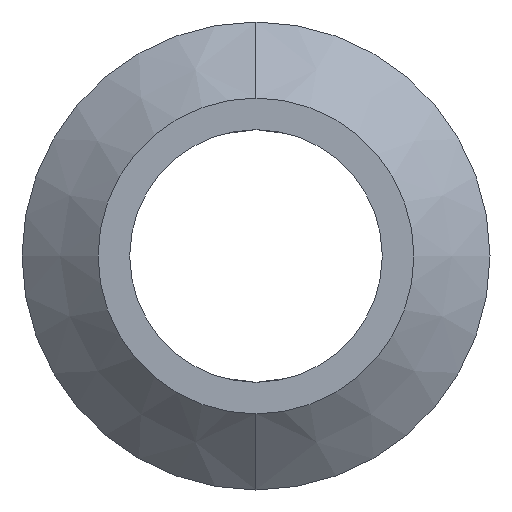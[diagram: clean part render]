
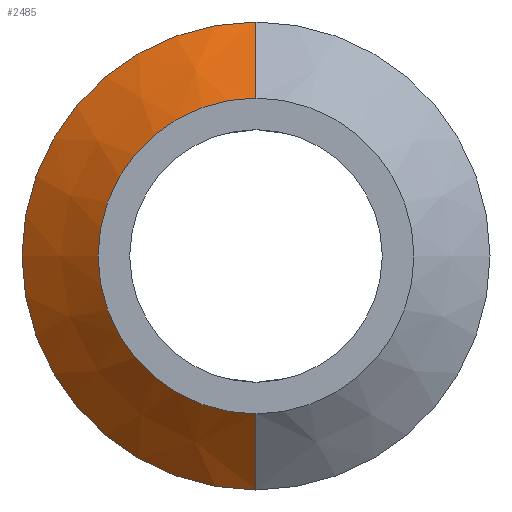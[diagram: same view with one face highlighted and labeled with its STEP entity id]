
A CAD part, left-side view. The second image highlights one B-rep face of the part: STEP entity #2485.
In plain terms, the highlighted conical face has half-angle 50.273 degrees and reference radius 4.699 mm.
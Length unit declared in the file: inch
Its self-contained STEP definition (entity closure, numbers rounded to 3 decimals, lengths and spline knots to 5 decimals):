
#17 = EDGE_CURVE ( 'NONE', #1931, #2471, #573, .T. ) ;
#60 = DIRECTION ( 'NONE',  ( 0.639, 0., 0.769 ) ) ;
#200 = VECTOR ( 'NONE', #60, 39.37008 ) ;
#202 = LINE ( 'NONE', #2340, #200 ) ;
#231 = CARTESIAN_POINT ( 'NONE',  ( -0.12463, -0.01162, 0.12483 ) ) ;
#270 = CIRCLE ( 'NONE', #442, 0.185 ) ;
#442 = AXIS2_PLACEMENT_3D ( 'NONE', #2636, #2673, #2700 ) ;
#491 = AXIS2_PLACEMENT_3D ( 'NONE', #1398, #1407, #1385 ) ;
#573 = CIRCLE ( 'NONE', #491, 0.12483 ) ;
#801 = FACE_OUTER_BOUND ( 'NONE', #1663, .T. ) ;
#813 = DIRECTION ( 'NONE',  ( 0., 0., -1. ) ) ;
#952 = EDGE_CURVE ( 'NONE', #2471, #2381, #202, .T. ) ;
#1028 = DIRECTION ( 'NONE',  ( 1., 0., 0. ) ) ;
#1342 = CARTESIAN_POINT ( 'NONE',  ( -0.12463, -0.01162, -0.12483 ) ) ;
#1373 = ORIENTED_EDGE ( 'NONE', *, *, #2164, .F. ) ;
#1385 = DIRECTION ( 'NONE',  ( 0., 0., -1. ) ) ;
#1398 = CARTESIAN_POINT ( 'NONE',  ( -0.12463, -0.01162, 0. ) ) ;
#1407 = DIRECTION ( 'NONE',  ( 1., 0., 0. ) ) ;
#1478 = EDGE_CURVE ( 'NONE', #1931, #1903, #2572, .T. ) ;
#1621 = ORIENTED_EDGE ( 'NONE', *, *, #952, .T. ) ;
#1658 = ORIENTED_EDGE ( 'NONE', *, *, #17, .T. ) ;
#1663 = EDGE_LOOP ( 'NONE', ( #1658, #1621, #1373, #2004 ) ) ;
#1714 = AXIS2_PLACEMENT_3D ( 'NONE', #2311, #1028, #813 ) ;
#1718 = CARTESIAN_POINT ( 'NONE',  ( -0.07463, -0.01162, -0.185 ) ) ;
#1903 = VERTEX_POINT ( 'NONE', #1718 ) ;
#1914 = CARTESIAN_POINT ( 'NONE',  ( -0.07463, -0.01162, -0.185 ) ) ;
#1923 = DIRECTION ( 'NONE',  ( 0.639, 0., -0.769 ) ) ;
#1931 = VERTEX_POINT ( 'NONE', #1342 ) ;
#2004 = ORIENTED_EDGE ( 'NONE', *, *, #1478, .F. ) ;
#2164 = EDGE_CURVE ( 'NONE', #1903, #2381, #270, .T. ) ;
#2172 = CONICAL_SURFACE ( 'NONE', #1714, 0.185, 0.877 ) ;
#2228 = CARTESIAN_POINT ( 'NONE',  ( -0.07463, -0.01162, 0.185 ) ) ;
#2311 = CARTESIAN_POINT ( 'NONE',  ( -0.07463, -0.01162, 0. ) ) ;
#2340 = CARTESIAN_POINT ( 'NONE',  ( -0.07463, -0.01162, 0.185 ) ) ;
#2381 = VERTEX_POINT ( 'NONE', #2228 ) ;
#2471 = VERTEX_POINT ( 'NONE', #231 ) ;
#2485 = ADVANCED_FACE ( 'NONE', ( #801 ), #2172, .T. ) ;
#2572 = LINE ( 'NONE', #1914, #2633 ) ;
#2633 = VECTOR ( 'NONE', #1923, 39.37008 ) ;
#2636 = CARTESIAN_POINT ( 'NONE',  ( -0.07463, -0.01162, 0. ) ) ;
#2673 = DIRECTION ( 'NONE',  ( 1., 0., 0. ) ) ;
#2700 = DIRECTION ( 'NONE',  ( 0., 0., -1. ) ) ;
